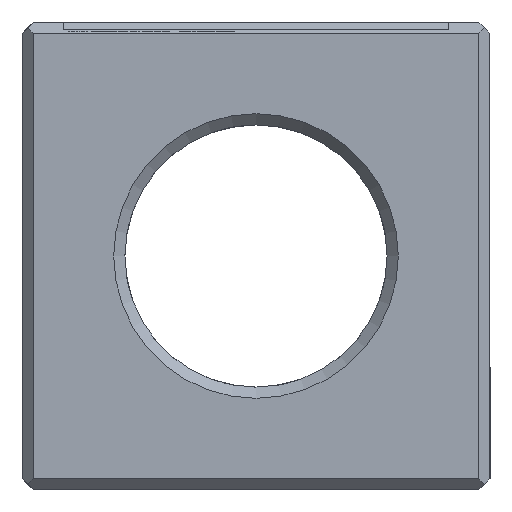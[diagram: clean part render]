
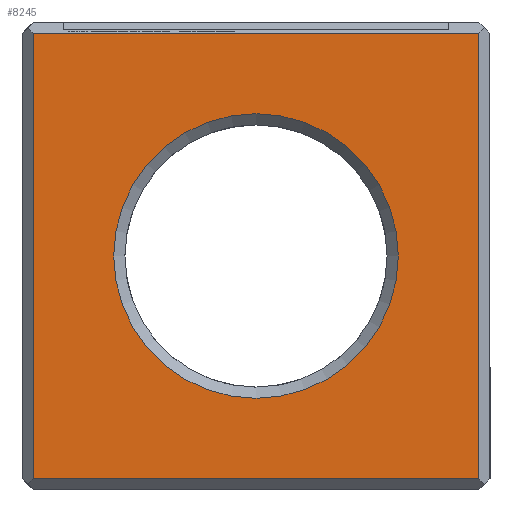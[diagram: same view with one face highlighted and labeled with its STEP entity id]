
A CAD part, left-side view. The second image highlights one B-rep face of the part: STEP entity #8245.
In plain terms, the highlighted planar face has unit normal (-1, 0, 0).
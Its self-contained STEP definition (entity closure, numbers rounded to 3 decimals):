
#72 = PLANE('',#73);
#73 = AXIS2_PLACEMENT_3D('',#74,#75,#76);
#74 = CARTESIAN_POINT('',(0.,0.,0.3));
#75 = DIRECTION('',(-0.707,0.,-0.707)
  );
#76 = DIRECTION('',(0.707,0.,-0.707));
#1797 = PLANE('',#1798);
#1798 = AXIS2_PLACEMENT_3D('',#1799,#1800,#1801);
#1799 = CARTESIAN_POINT('',(0.3,12.5,0.));
#1800 = DIRECTION('',(0.707,-0.707,0.));
#1801 = DIRECTION('',(-0.707,-0.707,0.));
#2028 = PLANE('',#2029);
#2029 = AXIS2_PLACEMENT_3D('',#2030,#2031,#2032);
#2030 = CARTESIAN_POINT('',(0.3,0.,0.));
#2031 = DIRECTION('',(-0.707,-0.707,0.));
#2032 = DIRECTION('',(-0.707,0.707,0.));
#2096 = VERTEX_POINT('',#2097);
#2097 = CARTESIAN_POINT('',(0.,0.3,0.3));
#2118 = EDGE_CURVE('',#2096,#2119,#2121,.T.);
#2119 = VERTEX_POINT('',#2120);
#2120 = CARTESIAN_POINT('',(0.,12.2,0.3));
#2121 = SURFACE_CURVE('',#2122,(#2126,#2133),.PCURVE_S1.);
#2122 = LINE('',#2123,#2124);
#2123 = CARTESIAN_POINT('',(0.,0.,0.3));
#2124 = VECTOR('',#2125,1.);
#2125 = DIRECTION('',(0.,1.,0.));
#2126 = PCURVE('',#72,#2127);
#2127 = DEFINITIONAL_REPRESENTATION('',(#2128),#2132);
#2128 = LINE('',#2129,#2130);
#2129 = CARTESIAN_POINT('',(0.,0.));
#2130 = VECTOR('',#2131,1.);
#2131 = DIRECTION('',(0.,-1.));
#2132 = ( GEOMETRIC_REPRESENTATION_CONTEXT(2) 
PARAMETRIC_REPRESENTATION_CONTEXT() REPRESENTATION_CONTEXT('2D SPACE',''
  ) );
#2133 = PCURVE('',#2134,#2139);
#2134 = PLANE('',#2135);
#2135 = AXIS2_PLACEMENT_3D('',#2136,#2137,#2138);
#2136 = CARTESIAN_POINT('',(0.,12.5,0.));
#2137 = DIRECTION('',(1.,0.,0.));
#2138 = DIRECTION('',(0.,-1.,0.));
#2139 = DEFINITIONAL_REPRESENTATION('',(#2140),#2144);
#2140 = LINE('',#2141,#2142);
#2141 = CARTESIAN_POINT('',(12.5,-0.3));
#2142 = VECTOR('',#2143,1.);
#2143 = DIRECTION('',(-1.,0.));
#2144 = ( GEOMETRIC_REPRESENTATION_CONTEXT(2) 
PARAMETRIC_REPRESENTATION_CONTEXT() REPRESENTATION_CONTEXT('2D SPACE',''
  ) );
#6307 = VERTEX_POINT('',#6308);
#6308 = CARTESIAN_POINT('',(0.,12.2,12.2));
#6322 = PLANE('',#6323);
#6323 = AXIS2_PLACEMENT_3D('',#6324,#6325,#6326);
#6324 = CARTESIAN_POINT('',(0.3,0.,12.5));
#6325 = DIRECTION('',(-0.707,0.,0.707
    ));
#6326 = DIRECTION('',(-0.707,0.,-0.707
    ));
#6334 = EDGE_CURVE('',#2119,#6307,#6335,.T.);
#6335 = SURFACE_CURVE('',#6336,(#6340,#6347),.PCURVE_S1.);
#6336 = LINE('',#6337,#6338);
#6337 = CARTESIAN_POINT('',(0.,12.2,0.));
#6338 = VECTOR('',#6339,1.);
#6339 = DIRECTION('',(0.,0.,1.));
#6340 = PCURVE('',#1797,#6341);
#6341 = DEFINITIONAL_REPRESENTATION('',(#6342),#6346);
#6342 = LINE('',#6343,#6344);
#6343 = CARTESIAN_POINT('',(0.424,-0.));
#6344 = VECTOR('',#6345,1.);
#6345 = DIRECTION('',(0.,-1.));
#6346 = ( GEOMETRIC_REPRESENTATION_CONTEXT(2) 
PARAMETRIC_REPRESENTATION_CONTEXT() REPRESENTATION_CONTEXT('2D SPACE',''
  ) );
#6347 = PCURVE('',#2134,#6348);
#6348 = DEFINITIONAL_REPRESENTATION('',(#6349),#6353);
#6349 = LINE('',#6350,#6351);
#6350 = CARTESIAN_POINT('',(0.3,0.));
#6351 = VECTOR('',#6352,1.);
#6352 = DIRECTION('',(0.,-1.));
#6353 = ( GEOMETRIC_REPRESENTATION_CONTEXT(2) 
PARAMETRIC_REPRESENTATION_CONTEXT() REPRESENTATION_CONTEXT('2D SPACE',''
  ) );
#8202 = VERTEX_POINT('',#8203);
#8203 = CARTESIAN_POINT('',(0.,0.3,12.2));
#8224 = EDGE_CURVE('',#2096,#8202,#8225,.T.);
#8225 = SURFACE_CURVE('',#8226,(#8230,#8237),.PCURVE_S1.);
#8226 = LINE('',#8227,#8228);
#8227 = CARTESIAN_POINT('',(0.,0.3,0.));
#8228 = VECTOR('',#8229,1.);
#8229 = DIRECTION('',(0.,0.,1.));
#8230 = PCURVE('',#2028,#8231);
#8231 = DEFINITIONAL_REPRESENTATION('',(#8232),#8236);
#8232 = LINE('',#8233,#8234);
#8233 = CARTESIAN_POINT('',(0.424,0.));
#8234 = VECTOR('',#8235,1.);
#8235 = DIRECTION('',(0.,-1.));
#8236 = ( GEOMETRIC_REPRESENTATION_CONTEXT(2) 
PARAMETRIC_REPRESENTATION_CONTEXT() REPRESENTATION_CONTEXT('2D SPACE',''
  ) );
#8237 = PCURVE('',#2134,#8238);
#8238 = DEFINITIONAL_REPRESENTATION('',(#8239),#8243);
#8239 = LINE('',#8240,#8241);
#8240 = CARTESIAN_POINT('',(12.2,0.));
#8241 = VECTOR('',#8242,1.);
#8242 = DIRECTION('',(0.,-1.));
#8243 = ( GEOMETRIC_REPRESENTATION_CONTEXT(2) 
PARAMETRIC_REPRESENTATION_CONTEXT() REPRESENTATION_CONTEXT('2D SPACE',''
  ) );
#8245 = ADVANCED_FACE('',(#8246,#8272),#2134,.F.);
#8246 = FACE_BOUND('',#8247,.F.);
#8247 = EDGE_LOOP('',(#8248,#8249,#8250,#8251));
#8248 = ORIENTED_EDGE('',*,*,#8224,.F.);
#8249 = ORIENTED_EDGE('',*,*,#2118,.T.);
#8250 = ORIENTED_EDGE('',*,*,#6334,.T.);
#8251 = ORIENTED_EDGE('',*,*,#8252,.F.);
#8252 = EDGE_CURVE('',#8202,#6307,#8253,.T.);
#8253 = SURFACE_CURVE('',#8254,(#8258,#8265),.PCURVE_S1.);
#8254 = LINE('',#8255,#8256);
#8255 = CARTESIAN_POINT('',(0.,0.,12.2));
#8256 = VECTOR('',#8257,1.);
#8257 = DIRECTION('',(0.,1.,0.));
#8258 = PCURVE('',#2134,#8259);
#8259 = DEFINITIONAL_REPRESENTATION('',(#8260),#8264);
#8260 = LINE('',#8261,#8262);
#8261 = CARTESIAN_POINT('',(12.5,-12.2));
#8262 = VECTOR('',#8263,1.);
#8263 = DIRECTION('',(-1.,0.));
#8264 = ( GEOMETRIC_REPRESENTATION_CONTEXT(2) 
PARAMETRIC_REPRESENTATION_CONTEXT() REPRESENTATION_CONTEXT('2D SPACE',''
  ) );
#8265 = PCURVE('',#6322,#8266);
#8266 = DEFINITIONAL_REPRESENTATION('',(#8267),#8271);
#8267 = LINE('',#8268,#8269);
#8268 = CARTESIAN_POINT('',(0.424,0.));
#8269 = VECTOR('',#8270,1.);
#8270 = DIRECTION('',(0.,-1.));
#8271 = ( GEOMETRIC_REPRESENTATION_CONTEXT(2) 
PARAMETRIC_REPRESENTATION_CONTEXT() REPRESENTATION_CONTEXT('2D SPACE',''
  ) );
#8272 = FACE_BOUND('',#8273,.F.);
#8273 = EDGE_LOOP('',(#8274));
#8274 = ORIENTED_EDGE('',*,*,#8275,.T.);
#8275 = EDGE_CURVE('',#8276,#8276,#8278,.T.);
#8276 = VERTEX_POINT('',#8277);
#8277 = CARTESIAN_POINT('',(0.,2.45,6.25));
#8278 = SURFACE_CURVE('',#8279,(#8284,#8295),.PCURVE_S1.);
#8279 = CIRCLE('',#8280,3.8);
#8280 = AXIS2_PLACEMENT_3D('',#8281,#8282,#8283);
#8281 = CARTESIAN_POINT('',(0.,6.25,6.25));
#8282 = DIRECTION('',(-1.,0.,0.));
#8283 = DIRECTION('',(0.,-1.,0.));
#8284 = PCURVE('',#2134,#8285);
#8285 = DEFINITIONAL_REPRESENTATION('',(#8286),#8294);
#8286 = ( BOUNDED_CURVE() B_SPLINE_CURVE(2,(#8287,#8288,#8289,#8290,
#8291,#8292,#8293),.UNSPECIFIED.,.T.,.F.) B_SPLINE_CURVE_WITH_KNOTS((1,2
    ,2,2,2,1),(-2.094,0.,2.094,4.189,
6.283,8.378),.UNSPECIFIED.) CURVE() 
GEOMETRIC_REPRESENTATION_ITEM() RATIONAL_B_SPLINE_CURVE((1.,0.5,1.,0.5,
1.,0.5,1.)) REPRESENTATION_ITEM('') );
#8287 = CARTESIAN_POINT('',(10.05,-6.25));
#8288 = CARTESIAN_POINT('',(10.05,-12.832));
#8289 = CARTESIAN_POINT('',(4.35,-9.541));
#8290 = CARTESIAN_POINT('',(-1.35,-6.25));
#8291 = CARTESIAN_POINT('',(4.35,-2.959));
#8292 = CARTESIAN_POINT('',(10.05,0.332));
#8293 = CARTESIAN_POINT('',(10.05,-6.25));
#8294 = ( GEOMETRIC_REPRESENTATION_CONTEXT(2) 
PARAMETRIC_REPRESENTATION_CONTEXT() REPRESENTATION_CONTEXT('2D SPACE',''
  ) );
#8295 = PCURVE('',#8296,#8301);
#8296 = CONICAL_SURFACE('',#8297,3.5,0.785);
#8297 = AXIS2_PLACEMENT_3D('',#8298,#8299,#8300);
#8298 = CARTESIAN_POINT('',(0.3,6.25,6.25));
#8299 = DIRECTION('',(-1.,-0.,-0.));
#8300 = DIRECTION('',(0.,-1.,0.));
#8301 = DEFINITIONAL_REPRESENTATION('',(#8302),#8306);
#8302 = LINE('',#8303,#8304);
#8303 = CARTESIAN_POINT('',(-0.,0.3));
#8304 = VECTOR('',#8305,1.);
#8305 = DIRECTION('',(1.,-0.));
#8306 = ( GEOMETRIC_REPRESENTATION_CONTEXT(2) 
PARAMETRIC_REPRESENTATION_CONTEXT() REPRESENTATION_CONTEXT('2D SPACE',''
  ) );
